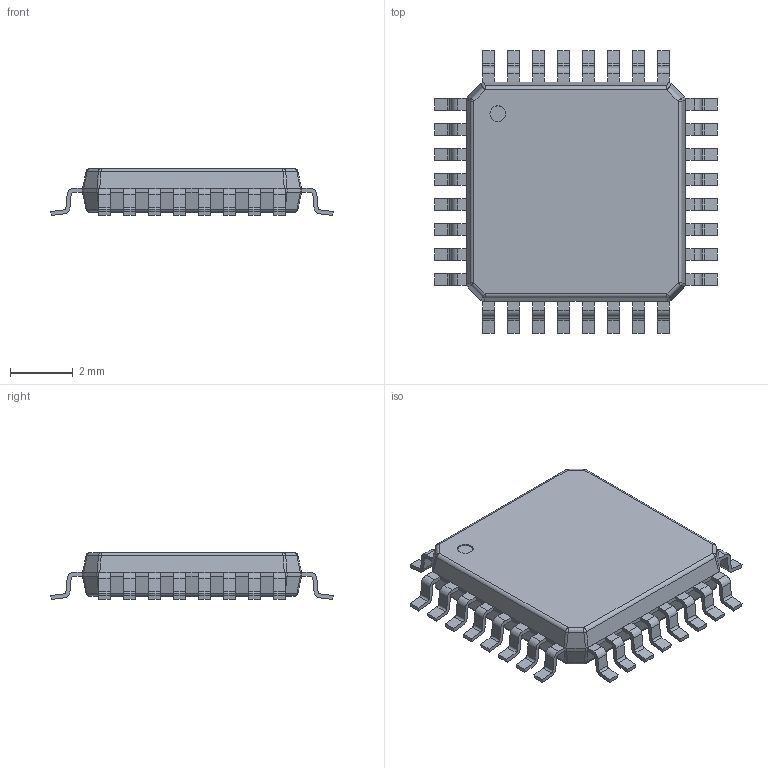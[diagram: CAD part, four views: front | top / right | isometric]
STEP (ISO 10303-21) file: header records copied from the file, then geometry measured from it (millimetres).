
FILE_DESCRIPTION((''),'2;1');
FILE_NAME('VFP0032A_ASM','2017-10-10T13:52:46',('a0412086'),(''),'CREO PARAMETRIC BY PTC INC, 2017260','CREO PARAMETRIC BY PTC INC, 2017260','');
FILE_SCHEMA(('AUTOMOTIVE_DESIGN { 1 0 10303 214 1 1 1 1 }'));
Length unit declared in the file: millimetre
Products named in the file (4): BODY-QFP; LEAD-QFP; THERMALPAD-VFP0032A; VFP0032A_ASM
Assembly tree (34 placements, depth 2):
  VFP0032A_ASM
    BODY-QFP
    LEAD-QFP  x32
    THERMALPAD-VFP0032A
Bounding box: 9.03 x 9.03 x 1.5 mm (x, y, z)
Volume: 67.8 mm3; surface area: 200.5 mm2
Topology: 34 solids, 34 shells, 672 faces, 1758 edges, 1156 vertices
Faces by surface type: plane 486, cylinder 170, sphere 16
Entity records: 10135 total; most frequent: CARTESIAN_POINT 1583, ORIENTED_EDGE 1284, DIRECTION 1258, PRESENTATION_STYLE_ASSIGNMENT 646, STYLED_ITEM 646, CURVE_STYLE 642, EDGE_CURVE 642, VECTOR 534
